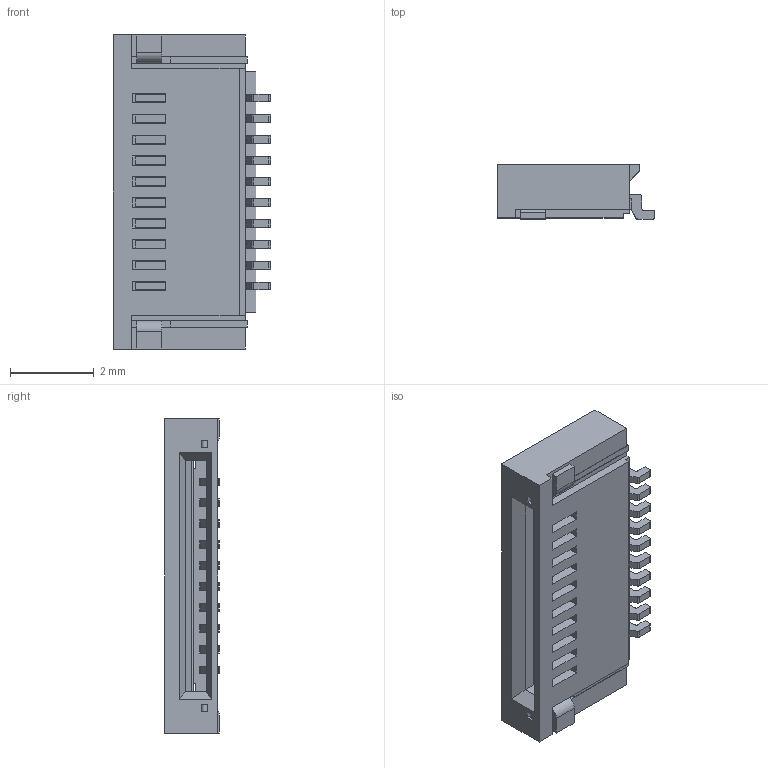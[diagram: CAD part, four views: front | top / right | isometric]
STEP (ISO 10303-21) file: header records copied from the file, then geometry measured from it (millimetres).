
FILE_DESCRIPTION((''),'2;1');
FILE_NAME('P10051922_1010ELF','2011-06-23T',('Reswaram'),('FCI - ELX Division'),'PRO/ENGINEER BY PARAMETRIC TECHNOLOGY CORPORATION, 2008010','PRO/ENGINEER BY PARAMETRIC TECHNOLOGY CORPORATION, 2008010','');
FILE_SCHEMA(('CONFIG_CONTROL_DESIGN'));
Length unit declared in the file: millimetre
Products named in the file (1): P10051922_1010ELF
Bounding box: 3.75 x 1.3 x 7.5 mm (x, y, z)
Volume: 21.9 mm3; surface area: 144.8 mm2
Topology: 1 solids, 1 shells, 462 faces, 1395 edges, 910 vertices
Faces by surface type: plane 364, cylinder 98
Entity records: 15591 total; most frequent: ORIENTED_EDGE 2790, CARTESIAN_POINT 2767, DIRECTION 2517, EDGE_CURVE 1395, VECTOR 1197, LINE 1197, VERTEX_POINT 910, AXIS2_PLACEMENT_3D 660
